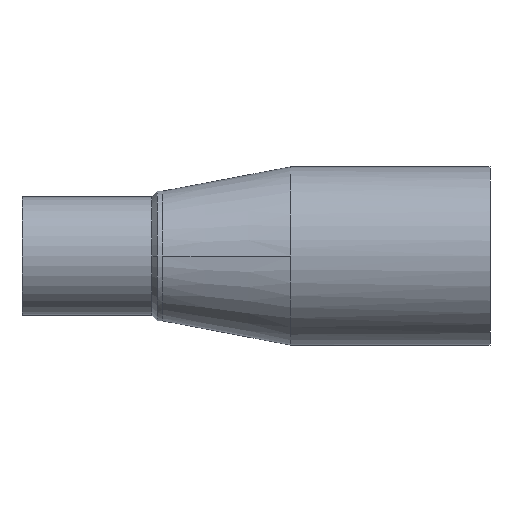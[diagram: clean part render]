
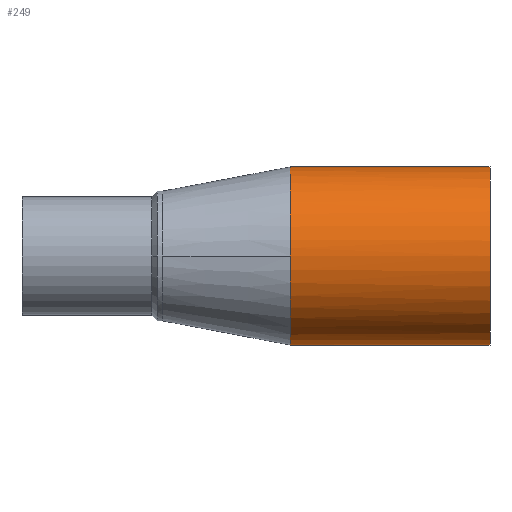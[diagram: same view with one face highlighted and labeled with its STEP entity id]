
A CAD part, front view. The second image highlights one B-rep face of the part: STEP entity #249.
In plain terms, the highlighted cylindrical face has radius 37.5 mm (diameter 75 mm), a partial arc.
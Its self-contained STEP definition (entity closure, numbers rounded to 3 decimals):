
#137 = EDGE_CURVE( '', #215, #273, #352, .T. );
#201 = EDGE_CURVE( '', #289, #307, #421, .T. );
#215 = VERTEX_POINT( '', #437 );
#249 = ADVANCED_FACE( '', ( #474 ), #475, .T. );
#261 = EDGE_CURVE( '', #307, #293, #489, .T. );
#271 = EDGE_CURVE( '', #273, #289, #500, .T. );
#273 = VERTEX_POINT( '', #502 );
#287 = EDGE_CURVE( '', #293, #215, #517, .T. );
#289 = VERTEX_POINT( '', #519 );
#293 = VERTEX_POINT( '', #524 );
#307 = VERTEX_POINT( '', #539 );
#352 = LINE( '', #614, #615 );
#421 = LINE( '', #822, #823 );
#437 = CARTESIAN_POINT( '', ( 113., 0., -37.5 ) );
#474 = FACE_OUTER_BOUND( '', #1260, .T. );
#475 = CYLINDRICAL_SURFACE( '', #1261, 37.5 );
#489 = B_SPLINE_CURVE_WITH_KNOTS( '', 3, ( #1654, #1655, #1656, #1657, #1658, #1659, #1660, #1661, #1662, #1663, #1664 ), .UNSPECIFIED., .F., .F., ( 4, 1, 1, 1, 1, 1, 1, 1, 4 ), ( 1.571, 1.767, 1.963, 2.16, 2.356, 2.553, 2.749, 2.945, 3.142 ), .UNSPECIFIED. );
#500 = CIRCLE( '', #1687, 37.5 );
#502 = CARTESIAN_POINT( '', ( 197., 0., -37.5 ) );
#517 = B_SPLINE_CURVE_WITH_KNOTS( '', 3, ( #1970, #1971, #1972, #1973, #1974, #1975, #1976, #1977, #1978, #1979, #1980 ), .UNSPECIFIED., .F., .F., ( 4, 1, 1, 1, 1, 1, 1, 1, 4 ), ( 3.142, 3.338, 3.534, 3.731, 3.927, 4.123, 4.32, 4.516, 4.712 ), .UNSPECIFIED. );
#519 = CARTESIAN_POINT( '', ( 197., 0., 37.5 ) );
#524 = CARTESIAN_POINT( '', ( 113., -37.5, 0. ) );
#539 = CARTESIAN_POINT( '', ( 113., 0., 37.5 ) );
#614 = CARTESIAN_POINT( '', ( 113., 0., -37.5 ) );
#615 = VECTOR( '', #2335, 1. );
#822 = CARTESIAN_POINT( '', ( 113., 0., 37.5 ) );
#823 = VECTOR( '', #2380, 1. );
#1260 = EDGE_LOOP( '', ( #2444, #2445, #2446, #2447, #2448 ) );
#1261 = AXIS2_PLACEMENT_3D( '', #2449, #2450, #2451 );
#1654 = CARTESIAN_POINT( '', ( 113., 0., 37.5 ) );
#1655 = CARTESIAN_POINT( '', ( 113., -2.454, 37.5 ) );
#1656 = CARTESIAN_POINT( '', ( 113., -7.363, 37.017 ) );
#1657 = CARTESIAN_POINT( '', ( 113., -14.443, 34.869 ) );
#1658 = CARTESIAN_POINT( '', ( 113., -20.968, 31.381 ) );
#1659 = CARTESIAN_POINT( '', ( 113., -26.687, 26.687 ) );
#1660 = CARTESIAN_POINT( '', ( 113., -31.381, 20.968 ) );
#1661 = CARTESIAN_POINT( '', ( 113., -34.869, 14.443 ) );
#1662 = CARTESIAN_POINT( '', ( 113., -37.017, 7.363 ) );
#1663 = CARTESIAN_POINT( '', ( 113., -37.5, 2.454 ) );
#1664 = CARTESIAN_POINT( '', ( 113., -37.5, 0. ) );
#1687 = AXIS2_PLACEMENT_3D( '', #2478, #2479, #2480 );
#1970 = CARTESIAN_POINT( '', ( 113., -37.5, 0. ) );
#1971 = CARTESIAN_POINT( '', ( 113., -37.5, -2.454 ) );
#1972 = CARTESIAN_POINT( '', ( 113., -37.017, -7.363 ) );
#1973 = CARTESIAN_POINT( '', ( 113., -34.869, -14.443 ) );
#1974 = CARTESIAN_POINT( '', ( 113., -31.381, -20.968 ) );
#1975 = CARTESIAN_POINT( '', ( 113., -26.687, -26.687 ) );
#1976 = CARTESIAN_POINT( '', ( 113., -20.968, -31.381 ) );
#1977 = CARTESIAN_POINT( '', ( 113., -14.443, -34.869 ) );
#1978 = CARTESIAN_POINT( '', ( 113., -7.363, -37.017 ) );
#1979 = CARTESIAN_POINT( '', ( 113., -2.454, -37.5 ) );
#1980 = CARTESIAN_POINT( '', ( 113., 0., -37.5 ) );
#2335 = DIRECTION( '', ( 1., 0., 0. ) );
#2380 = DIRECTION( '', ( -1., 0., 0. ) );
#2444 = ORIENTED_EDGE( '', *, *, #137, .T. );
#2445 = ORIENTED_EDGE( '', *, *, #271, .T. );
#2446 = ORIENTED_EDGE( '', *, *, #201, .T. );
#2447 = ORIENTED_EDGE( '', *, *, #261, .T. );
#2448 = ORIENTED_EDGE( '', *, *, #287, .T. );
#2449 = CARTESIAN_POINT( '', ( 113., 0., 0. ) );
#2450 = DIRECTION( '', ( -1., 0., 0. ) );
#2451 = DIRECTION( '', ( 0., 0., -1. ) );
#2478 = CARTESIAN_POINT( '', ( 197., 0., 0. ) );
#2479 = DIRECTION( '', ( -1., 0., 0. ) );
#2480 = DIRECTION( '', ( 0., 0., -1. ) );
